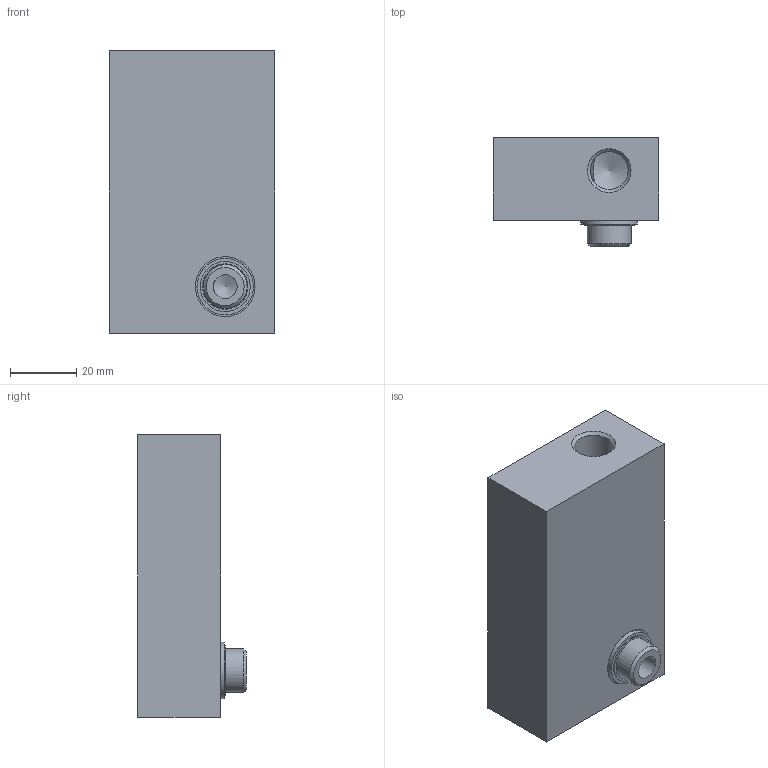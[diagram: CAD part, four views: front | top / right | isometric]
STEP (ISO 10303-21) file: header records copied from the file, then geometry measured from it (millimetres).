
FILE_DESCRIPTION(/* description */ ('STEP AP214'),/* implementation_level */ '2;1');
FILE_NAME(/* name */ '8131548_DADG-FM-VDE1G14',/* time_stamp */ '2024-08-12T17:25:14+02:00',/* author */ ('License CC BY-ND 4.0'),/* organization */ ('CADENAS'),/* preprocessor_version */ 'ST-DEVELOPER v19.3',/* originating_system */ 'PARTsolutions',/* authorisation */ ' ');
FILE_SCHEMA (('AUTOMOTIVE_DESIGN {1 0 10303 214 3 1 1}'));
Length unit declared in the file: millimetre
Products named in the file (4): 8131548 DADG-FM-VDE1G14---(high); 8131548 DADG-FM-VDE1G14---(high_aplatte); 34635 OL-1/4; 8131548 DADG-1/4---(high)
Assembly tree (4 placements, depth 2):
  8131548 DADG-FM-VDE1G14---(high)
    8131548 DADG-FM-VDE1G14---(high_aplatte)
    34635 OL-1/4  x2
    8131548 DADG-1/4---(high)
Bounding box: 50 x 32.8 x 85 mm (x, y, z)
Volume: 93233.4 mm3; surface area: 22332.8 mm2
Topology: 4 solids, 4 shells, 164 faces, 410 edges, 268 vertices
Faces by surface type: cylinder 73, plane 68, cone 23
Full cylindrical faces by diameter (mm): 4.134 x2, 5 x2, 6.8 x1, 7.2 x1, 11 x1, 11.445 x1, 13.157 x2, 13.5 x1, 13.7 x2, 15 x2, 15.1 x4, 17 x2, 18 x1, 26.5 x1
Entity records: 3277 total; most frequent: CARTESIAN_POINT 712, DIRECTION 530, ORIENTED_EDGE 450, AXIS2_PLACEMENT_3D 226, EDGE_CURVE 225, FACE_BOUND 169, VERTEX_POINT 166, EDGE_LOOP 162
